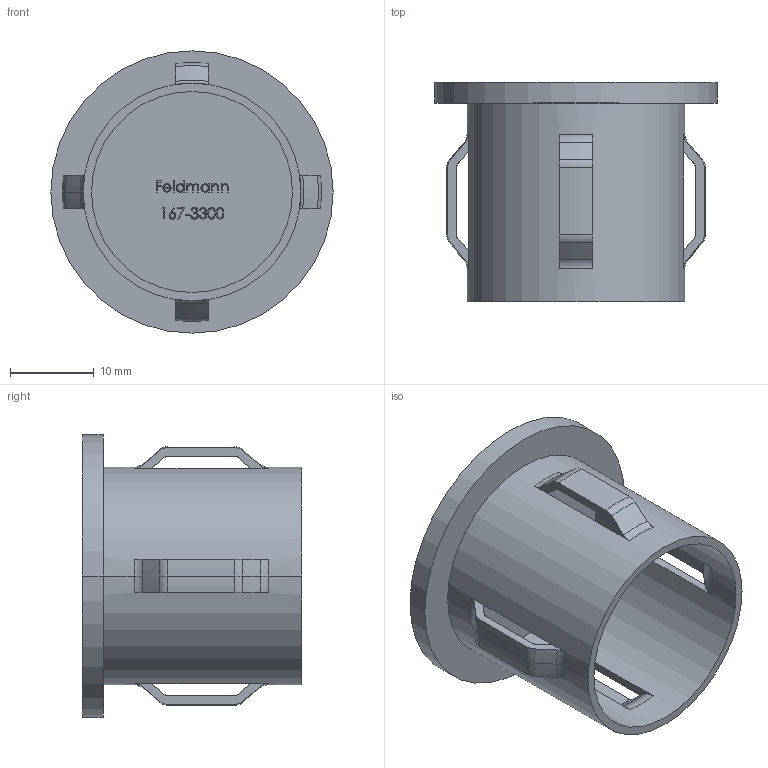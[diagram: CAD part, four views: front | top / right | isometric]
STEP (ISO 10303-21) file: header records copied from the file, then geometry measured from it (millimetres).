
FILE_DESCRIPTION (( 'STEP AP203' ), '1' );
FILE_NAME ('167-3300.step', '2019-09-16T06:57:47', ( '' ), ( '' ), 'SwSTEP 2.0', 'SolidWorks 2015', '' );
FILE_SCHEMA (( 'CONFIG_CONTROL_DESIGN' ));
Length unit declared in the file: millimetre
Products named in the file (1): 167-3300
Bounding box: 33.7 x 26.2 x 33.7 mm (x, y, z)
Volume: 4116.4 mm3; surface area: 6057.6 mm2
Topology: 1 solids, 1 shells, 300 faces, 830 edges, 544 vertices
Faces by surface type: plane 121, bspline 103, torus 40, cone 20, cylinder 16
Entity records: 15461 total; most frequent: CARTESIAN_POINT 8534, ORIENTED_EDGE 1660, DIRECTION 1016, EDGE_CURVE 830, VERTEX_POINT 544, LINE 404, VECTOR 404, EDGE_LOOP 328
